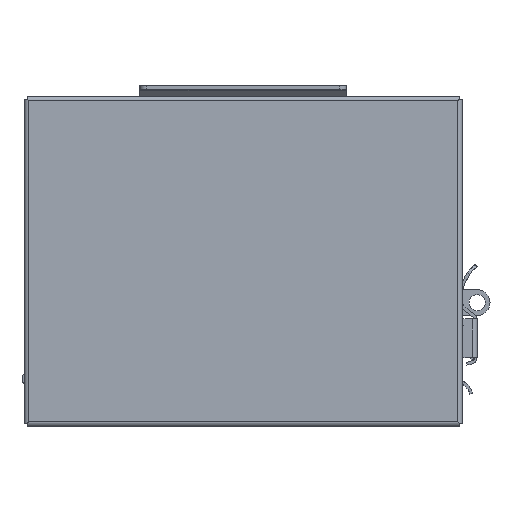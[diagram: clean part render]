
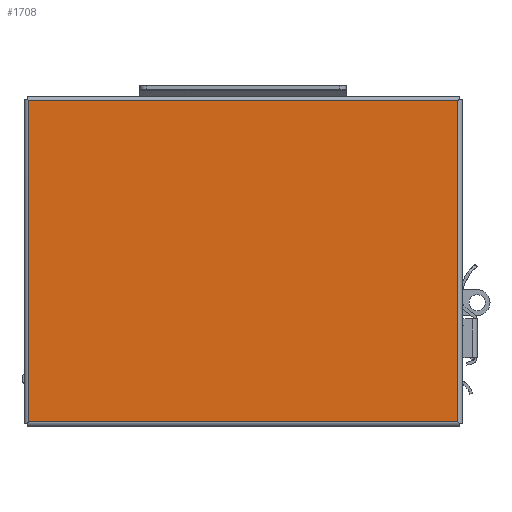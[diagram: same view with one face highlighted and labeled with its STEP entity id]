
A CAD part, top view. The second image highlights one B-rep face of the part: STEP entity #1708.
In plain terms, the highlighted planar face has unit normal (0, 0, 1).
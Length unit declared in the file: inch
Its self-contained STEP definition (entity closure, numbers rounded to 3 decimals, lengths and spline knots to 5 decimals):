
#120 = CARTESIAN_POINT ( 'NONE',  ( -4.1585, -0.029, 4.057 ) ) ;
#231 = DIRECTION ( 'NONE',  ( 0., -1., 0. ) ) ;
#563 = CARTESIAN_POINT ( 'NONE',  ( -4.1585, -6.254, 4.057 ) ) ;
#1374 = VECTOR ( 'NONE', #26114, 39.37008 ) ;
#1708 = ADVANCED_FACE ( 'NONE', ( #22660 ), #3771, .T. ) ;
#2167 = EDGE_CURVE ( 'NONE', #25966, #17693, #22487, .T. ) ;
#2397 = VECTOR ( 'NONE', #231, 39.37008 ) ;
#3677 = VECTOR ( 'NONE', #6700, 39.37008 ) ;
#3771 = PLANE ( 'NONE',  #19323 ) ;
#4295 = CARTESIAN_POINT ( 'NONE',  ( 4.1585, -0.029, 4.057 ) ) ;
#4949 = EDGE_CURVE ( 'NONE', #10121, #25966, #11033, .T. ) ;
#6214 = CARTESIAN_POINT ( 'NONE',  ( 4.1585, -0.029, 4.057 ) ) ;
#6585 = EDGE_CURVE ( 'NONE', #19313, #10121, #21428, .T. ) ;
#6700 = DIRECTION ( 'NONE',  ( -1., 0., 0. ) ) ;
#6751 = ORIENTED_EDGE ( 'NONE', *, *, #6585, .F. ) ;
#8502 = ORIENTED_EDGE ( 'NONE', *, *, #24354, .F. ) ;
#9046 = CARTESIAN_POINT ( 'NONE',  ( -4.1585, -0.029, 4.057 ) ) ;
#10121 = VERTEX_POINT ( 'NONE', #24387 ) ;
#11033 = LINE ( 'NONE', #563, #18319 ) ;
#11200 = ORIENTED_EDGE ( 'NONE', *, *, #2167, .F. ) ;
#12498 = DIRECTION ( 'NONE',  ( 0., 0., 1. ) ) ;
#17693 = VERTEX_POINT ( 'NONE', #6214 ) ;
#18319 = VECTOR ( 'NONE', #25464, 39.37008 ) ;
#18425 = CARTESIAN_POINT ( 'NONE',  ( 4.1585, -6.254, 4.057 ) ) ;
#19313 = VERTEX_POINT ( 'NONE', #18425 ) ;
#19323 = AXIS2_PLACEMENT_3D ( 'NONE', #4295, #12498, #20638 ) ;
#20474 = CARTESIAN_POINT ( 'NONE',  ( 4.1585, -0.029, 4.057 ) ) ;
#20638 = DIRECTION ( 'NONE',  ( -1., 0., 0. ) ) ;
#21428 = LINE ( 'NONE', #23575, #3677 ) ;
#21854 = ORIENTED_EDGE ( 'NONE', *, *, #4949, .F. ) ;
#22288 = EDGE_LOOP ( 'NONE', ( #21854, #6751, #8502, #11200 ) ) ;
#22345 = LINE ( 'NONE', #20474, #2397 ) ;
#22487 = LINE ( 'NONE', #120, #1374 ) ;
#22660 = FACE_OUTER_BOUND ( 'NONE', #22288, .T. ) ;
#23575 = CARTESIAN_POINT ( 'NONE',  ( 4.1585, -6.254, 4.057 ) ) ;
#24354 = EDGE_CURVE ( 'NONE', #17693, #19313, #22345, .T. ) ;
#24387 = CARTESIAN_POINT ( 'NONE',  ( -4.1585, -6.254, 4.057 ) ) ;
#25464 = DIRECTION ( 'NONE',  ( 0., 1., 0. ) ) ;
#25966 = VERTEX_POINT ( 'NONE', #9046 ) ;
#26114 = DIRECTION ( 'NONE',  ( 1., 0., 0. ) ) ;
